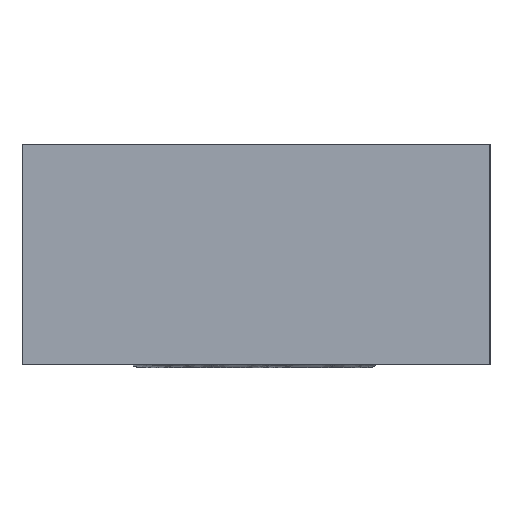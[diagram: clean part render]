
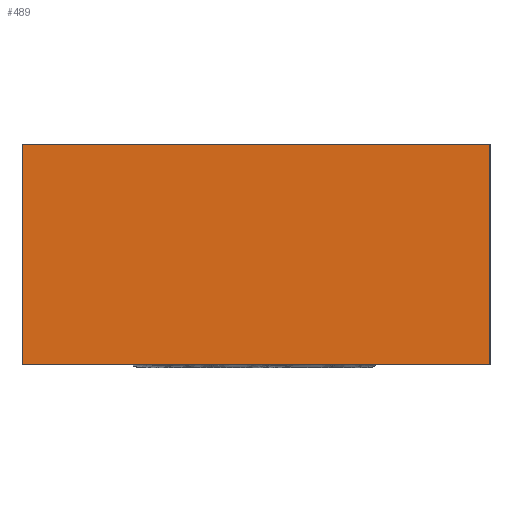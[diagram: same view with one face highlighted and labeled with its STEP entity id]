
A CAD part, left-side view. The second image highlights one B-rep face of the part: STEP entity #489.
In plain terms, the highlighted planar face has unit normal (-1, 0, 0).
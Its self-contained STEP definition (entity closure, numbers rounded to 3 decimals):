
#21 = VERTEX_POINT ( 'NONE', #154 ) ;
#43 = EDGE_CURVE ( 'NONE', #21, #1750, #229, .T. ) ;
#58 = EDGE_CURVE ( 'NONE', #1289, #1547, #1344, .T. ) ;
#154 = CARTESIAN_POINT ( 'NONE',  ( -75.182, 41.307, -16. ) ) ;
#184 = DIRECTION ( 'NONE',  ( 0., 0., 1. ) ) ;
#224 = CARTESIAN_POINT ( 'NONE',  ( -75.182, -26.693, -16. ) ) ;
#229 = LINE ( 'NONE', #1452, #1438 ) ;
#270 = AXIS2_PLACEMENT_3D ( 'NONE', #2045, #305, #1417 ) ;
#305 = DIRECTION ( 'NONE',  ( -1., 0., 0. ) ) ;
#346 = VECTOR ( 'NONE', #1619, 1000. ) ;
#374 = VECTOR ( 'NONE', #2036, 1000. ) ;
#449 = EDGE_CURVE ( 'NONE', #21, #1289, #790, .T. ) ;
#489 = ADVANCED_FACE ( 'NONE', ( #1120 ), #1721, .T. ) ;
#501 = CARTESIAN_POINT ( 'NONE',  ( -75.182, -26.693, 16. ) ) ;
#778 = ORIENTED_EDGE ( 'NONE', *, *, #58, .T. ) ;
#790 = LINE ( 'NONE', #933, #374 ) ;
#792 = EDGE_CURVE ( 'NONE', #1750, #1547, #2034, .T. ) ;
#839 = CARTESIAN_POINT ( 'NONE',  ( -75.182, 41.307, 16. ) ) ;
#885 = ORIENTED_EDGE ( 'NONE', *, *, #43, .F. ) ;
#924 = VECTOR ( 'NONE', #184, 1000. ) ;
#933 = CARTESIAN_POINT ( 'NONE',  ( -75.182, -26.693, -16. ) ) ;
#1120 = FACE_OUTER_BOUND ( 'NONE', #1422, .T. ) ;
#1289 = VERTEX_POINT ( 'NONE', #224 ) ;
#1344 = LINE ( 'NONE', #1923, #924 ) ;
#1417 = DIRECTION ( 'NONE',  ( 0., 0., 1. ) ) ;
#1422 = EDGE_LOOP ( 'NONE', ( #1694, #885, #2033, #778 ) ) ;
#1438 = VECTOR ( 'NONE', #1605, 1000. ) ;
#1452 = CARTESIAN_POINT ( 'NONE',  ( -75.182, 41.307, -16. ) ) ;
#1547 = VERTEX_POINT ( 'NONE', #1701 ) ;
#1605 = DIRECTION ( 'NONE',  ( 0., 0., 1. ) ) ;
#1619 = DIRECTION ( 'NONE',  ( 0., -1., 0. ) ) ;
#1694 = ORIENTED_EDGE ( 'NONE', *, *, #792, .F. ) ;
#1701 = CARTESIAN_POINT ( 'NONE',  ( -75.182, -26.693, 16. ) ) ;
#1721 = PLANE ( 'NONE',  #270 ) ;
#1750 = VERTEX_POINT ( 'NONE', #839 ) ;
#1923 = CARTESIAN_POINT ( 'NONE',  ( -75.182, -26.693, -16. ) ) ;
#2033 = ORIENTED_EDGE ( 'NONE', *, *, #449, .T. ) ;
#2034 = LINE ( 'NONE', #501, #346 ) ;
#2036 = DIRECTION ( 'NONE',  ( 0., -1., 0. ) ) ;
#2045 = CARTESIAN_POINT ( 'NONE',  ( -75.182, -26.693, -16. ) ) ;
